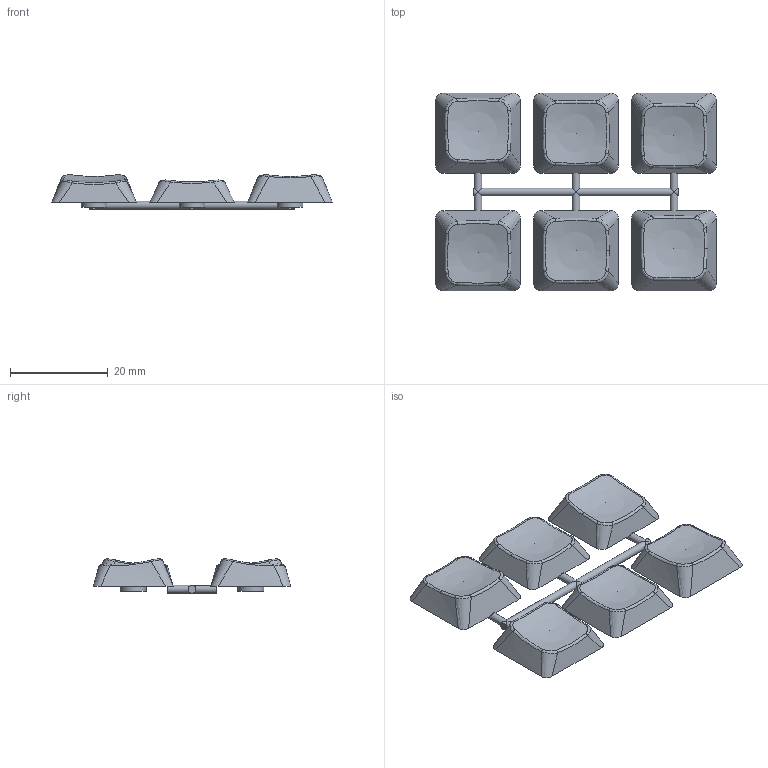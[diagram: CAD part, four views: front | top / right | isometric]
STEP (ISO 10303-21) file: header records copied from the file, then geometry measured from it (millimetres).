
FILE_DESCRIPTION(('Open CASCADE Model'),'2;1');
FILE_NAME('Open CASCADE Shape Model','2024-10-21T10:39:22',('Author'),( 'Open CASCADE'),'Open CASCADE STEP processor 7.7','Open CASCADE 7.7' ,'Unknown');
FILE_SCHEMA(('AUTOMOTIVE_DESIGN { 1 0 10303 214 1 1 1 1 }'));
Length unit declared in the file: millimetre
Products named in the file (1): 42f3722b-8fba-11ef-a791-4c034f0a9e42
Bounding box: 57.3 x 40.3 x 7.01 mm (x, y, z)
Volume: 4346.2 mm3; surface area: 5585.3 mm2
Topology: 1 solids, 1 shells, 402 faces, 1001 edges, 611 vertices
Faces by surface type: plane 176, bspline 154, cylinder 40, cone 26, sphere 6
Full cylindrical faces by diameter (mm): 1.6 x10, 5.3 x6
Entity records: 41001 total; most frequent: CARTESIAN_POINT 22503, DIRECTION 2954, ORIENTED_EDGE 1986, PCURVE 1986, DEFINITIONAL_REPRESENTATION 1986, LINE 1946, VECTOR 1946, EDGE_CURVE 993
